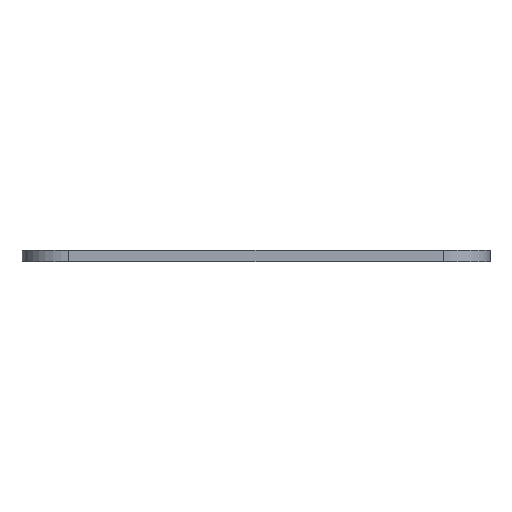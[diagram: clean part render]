
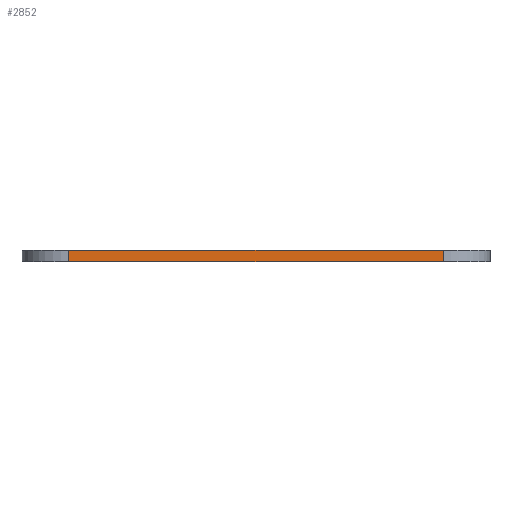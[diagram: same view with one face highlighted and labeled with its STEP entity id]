
A CAD part, front view. The second image highlights one B-rep face of the part: STEP entity #2852.
In plain terms, the highlighted planar face has unit normal (0, -1, 0).
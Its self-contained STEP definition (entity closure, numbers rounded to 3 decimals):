
#353=FACE_OUTER_BOUND('',#499,.T.);
#499=EDGE_LOOP('',(#2224,#2225,#2226,#2227));
#751=LINE('',#4671,#1029);
#752=LINE('',#4675,#1030);
#753=LINE('',#4677,#1031);
#754=LINE('',#4678,#1032);
#1029=VECTOR('',#3803,10.);
#1030=VECTOR('',#3808,10.);
#1031=VECTOR('',#3809,10.);
#1032=VECTOR('',#3810,10.);
#1312=VERTEX_POINT('',#4668);
#1313=VERTEX_POINT('',#4670);
#1314=VERTEX_POINT('',#4674);
#1315=VERTEX_POINT('',#4676);
#1696=EDGE_CURVE('',#1313,#1312,#751,.T.);
#1698=EDGE_CURVE('',#1312,#1314,#752,.T.);
#1699=EDGE_CURVE('',#1315,#1314,#753,.T.);
#1700=EDGE_CURVE('',#1313,#1315,#754,.T.);
#2224=ORIENTED_EDGE('',*,*,#1698,.T.);
#2225=ORIENTED_EDGE('',*,*,#1699,.F.);
#2226=ORIENTED_EDGE('',*,*,#1700,.F.);
#2227=ORIENTED_EDGE('',*,*,#1696,.T.);
#2730=PLANE('',#3109);
#2852=ADVANCED_FACE('',(#353),#2730,.T.);
#3109=AXIS2_PLACEMENT_3D('',#4673,#3806,#3807);
#3803=DIRECTION('',(0.,0.,1.));
#3806=DIRECTION('center_axis',(0.,-1.,0.));
#3807=DIRECTION('ref_axis',(0.,0.,-1.));
#3808=DIRECTION('',(-1.,0.,0.));
#3809=DIRECTION('',(0.,0.,1.));
#3810=DIRECTION('',(-1.,0.,0.));
#4668=CARTESIAN_POINT('',(16.,-20.,1.));
#4670=CARTESIAN_POINT('',(16.,-20.,0.));
#4671=CARTESIAN_POINT('',(16.,-20.,0.));
#4673=CARTESIAN_POINT('Origin',(-5.5,-20.,0.));
#4674=CARTESIAN_POINT('',(-16.,-20.,1.));
#4675=CARTESIAN_POINT('',(-5.5,-20.,1.));
#4676=CARTESIAN_POINT('',(-16.,-20.,0.));
#4677=CARTESIAN_POINT('',(-16.,-20.,0.));
#4678=CARTESIAN_POINT('',(16.,-20.,0.));
